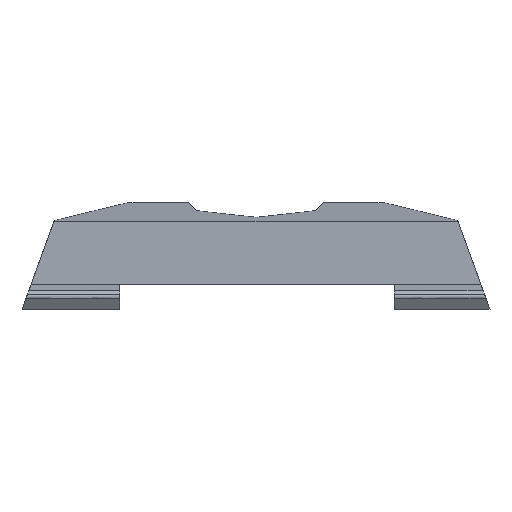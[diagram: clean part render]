
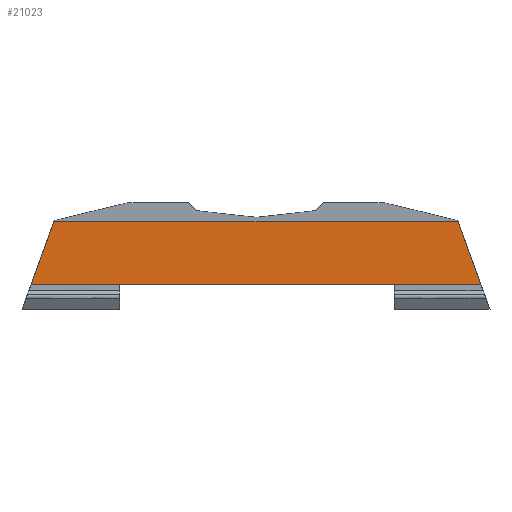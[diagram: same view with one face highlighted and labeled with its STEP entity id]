
A CAD part, front view. The second image highlights one B-rep face of the part: STEP entity #21023.
In plain terms, the highlighted planar face has unit normal (0, -1, 0).
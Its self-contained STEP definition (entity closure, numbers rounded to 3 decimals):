
#20770=CARTESIAN_POINT('',(-26.532,-7.95,4.445));
#20771=VERTEX_POINT('',#20770);
#20778=CARTESIAN_POINT('',(26.46,-7.95,4.445));
#20779=VERTEX_POINT('',#20778);
#20780=CARTESIAN_POINT('',(-26.532,-7.95,4.445));
#20781=DIRECTION('',(1.,0.,-0.));
#20782=VECTOR('',#20781,52.992);
#20783=LINE('',#20780,#20782);
#20784=EDGE_CURVE('',#20771,#20779,#20783,.T.);
#20896=CARTESIAN_POINT('',(-29.54,-7.95,-3.818));
#20897=VERTEX_POINT('',#20896);
#20898=CARTESIAN_POINT('',(29.467,-7.95,-3.818));
#20899=VERTEX_POINT('',#20898);
#20900=CARTESIAN_POINT('',(-29.54,-7.95,-3.818));
#20901=DIRECTION('',(1.,0.,-0.));
#20902=VECTOR('',#20901,59.007);
#20903=LINE('',#20900,#20902);
#20904=EDGE_CURVE('',#20897,#20899,#20903,.T.);
#21002=CARTESIAN_POINT('',(-0.028,-7.95,-5.399));
#21003=DIRECTION('',(0.,-1.,0.));
#21004=DIRECTION('',(0.,0.,-1.));
#21005=AXIS2_PLACEMENT_3D('',#21002,#21003,#21004);
#21006=PLANE('',#21005);
#21007=ORIENTED_EDGE('',*,*,#20904,.T.);
#21008=CARTESIAN_POINT('',(26.46,-7.95,4.445));
#21009=DIRECTION('',(0.342,-0.,-0.94));
#21010=VECTOR('',#21009,8.794);
#21011=LINE('',#21008,#21010);
#21012=EDGE_CURVE('',#20779,#20899,#21011,.T.);
#21013=ORIENTED_EDGE('',*,*,#21012,.F.);
#21014=ORIENTED_EDGE('',*,*,#20784,.F.);
#21015=CARTESIAN_POINT('',(-29.54,-7.95,-3.818));
#21016=DIRECTION('',(0.342,0.,0.94));
#21017=VECTOR('',#21016,8.794);
#21018=LINE('',#21015,#21017);
#21019=EDGE_CURVE('',#20897,#20771,#21018,.T.);
#21020=ORIENTED_EDGE('',*,*,#21019,.F.);
#21021=EDGE_LOOP('',(#21007,#21013,#21014,#21020));
#21022=FACE_BOUND('',#21021,.T.);
#21023=ADVANCED_FACE('',(#21022),#21006,.T.);
